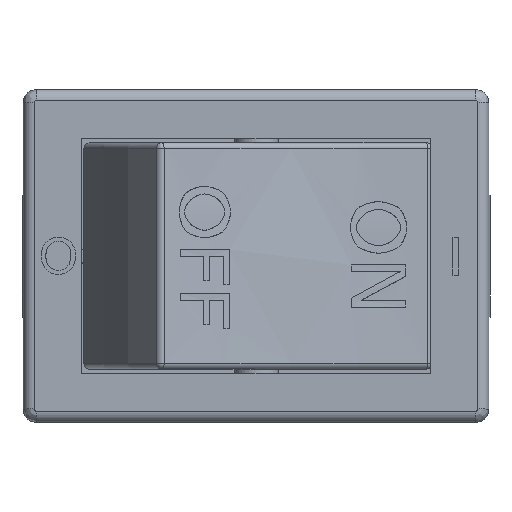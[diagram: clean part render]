
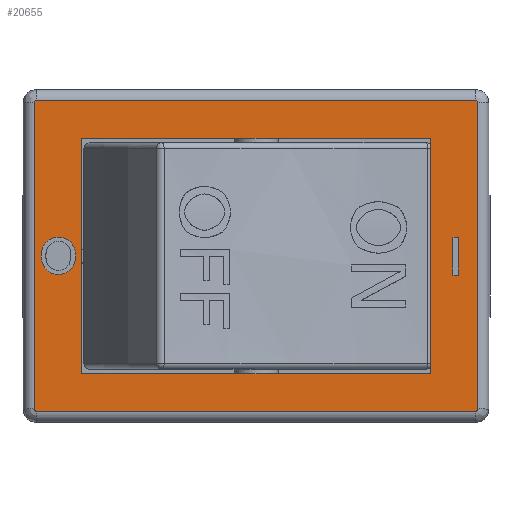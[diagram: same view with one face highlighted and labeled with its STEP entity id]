
A CAD part, top view. The second image highlights one B-rep face of the part: STEP entity #20655.
In plain terms, the highlighted planar face has unit normal (0, 0, 1).
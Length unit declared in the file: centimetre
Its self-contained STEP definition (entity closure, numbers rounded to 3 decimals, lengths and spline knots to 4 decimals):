
#1086=B_SPLINE_CURVE_WITH_KNOTS('',2,(#37512,#37513,#37514,#37515),
 .UNSPECIFIED.,.F.,.F.,(3,1,3),(0.,1.,2.),.UNSPECIFIED.);
#1088=B_SPLINE_CURVE_WITH_KNOTS('',2,(#37529,#37530,#37531),
 .UNSPECIFIED.,.F.,.F.,(3,3),(0.,1.),.UNSPECIFIED.);
#1090=B_SPLINE_CURVE_WITH_KNOTS('',2,(#37544,#37545,#37546),
 .UNSPECIFIED.,.F.,.F.,(3,3),(0.,1.),.UNSPECIFIED.);
#1092=B_SPLINE_CURVE_WITH_KNOTS('',2,(#37559,#37560,#37561),
 .UNSPECIFIED.,.F.,.F.,(3,3),(0.,1.),.UNSPECIFIED.);
#1094=B_SPLINE_CURVE_WITH_KNOTS('',2,(#37574,#37575,#37576),
 .UNSPECIFIED.,.F.,.F.,(3,3),(0.,1.),.UNSPECIFIED.);
#1096=B_SPLINE_CURVE_WITH_KNOTS('',2,(#37589,#37590,#37591,#37592),
 .UNSPECIFIED.,.F.,.F.,(3,1,3),(0.,1.,2.),.UNSPECIFIED.);
#1259=FACE_BOUND('',#3490,.T.);
#1260=FACE_BOUND('',#3491,.T.);
#1261=FACE_BOUND('',#3492,.T.);
#1379=CIRCLE('',#21571,0.01);
#1380=CIRCLE('',#21572,0.01);
#1381=CIRCLE('',#21573,0.01);
#1382=CIRCLE('',#21574,0.01);
#2282=FACE_OUTER_BOUND('',#3489,.T.);
#3489=EDGE_LOOP('',(#17691,#17692,#17693,#17694,#17695,#17696,#17697,#17698));
#3490=EDGE_LOOP('',(#17699,#17700,#17701,#17702));
#3491=EDGE_LOOP('',(#17703,#17704,#17705,#17706));
#3492=EDGE_LOOP('',(#17707,#17708,#17709,#17710,#17711,#17712));
#5400=LINE('',#37601,#7539);
#5404=LINE('',#37608,#7543);
#5407=LINE('',#37614,#7546);
#5409=LINE('',#37617,#7548);
#5410=LINE('',#37622,#7549);
#5411=LINE('',#37626,#7550);
#5412=LINE('',#37630,#7551);
#5413=LINE('',#37634,#7552);
#5414=LINE('',#37638,#7553);
#5415=LINE('',#37640,#7554);
#5416=LINE('',#37642,#7555);
#5417=LINE('',#37643,#7556);
#7539=VECTOR('',#24668,1.);
#7543=VECTOR('',#24674,1.);
#7546=VECTOR('',#24679,1.);
#7548=VECTOR('',#24683,1.);
#7549=VECTOR('',#24688,1.);
#7550=VECTOR('',#24691,1.);
#7551=VECTOR('',#24694,1.);
#7552=VECTOR('',#24697,1.);
#7553=VECTOR('',#24700,1.);
#7554=VECTOR('',#24701,1.);
#7555=VECTOR('',#24702,1.);
#7556=VECTOR('',#24703,1.);
#9710=VERTEX_POINT('',#37509);
#9711=VERTEX_POINT('',#37511);
#9713=VERTEX_POINT('',#37527);
#9715=VERTEX_POINT('',#37542);
#9717=VERTEX_POINT('',#37557);
#9719=VERTEX_POINT('',#37572);
#9722=VERTEX_POINT('',#37598);
#9723=VERTEX_POINT('',#37600);
#9725=VERTEX_POINT('',#37606);
#9727=VERTEX_POINT('',#37612);
#9728=VERTEX_POINT('',#37620);
#9729=VERTEX_POINT('',#37621);
#9730=VERTEX_POINT('',#37623);
#9731=VERTEX_POINT('',#37625);
#9732=VERTEX_POINT('',#37627);
#9733=VERTEX_POINT('',#37629);
#9734=VERTEX_POINT('',#37631);
#9735=VERTEX_POINT('',#37633);
#9736=VERTEX_POINT('',#37636);
#9737=VERTEX_POINT('',#37637);
#9738=VERTEX_POINT('',#37639);
#9739=VERTEX_POINT('',#37641);
#12466=EDGE_CURVE('',#9711,#9710,#1086,.T.);
#12470=EDGE_CURVE('',#9710,#9713,#1088,.T.);
#12473=EDGE_CURVE('',#9713,#9715,#1090,.T.);
#12476=EDGE_CURVE('',#9715,#9717,#1092,.T.);
#12479=EDGE_CURVE('',#9717,#9719,#1094,.T.);
#12481=EDGE_CURVE('',#9719,#9711,#1096,.T.);
#12484=EDGE_CURVE('',#9723,#9722,#5400,.T.);
#12488=EDGE_CURVE('',#9722,#9725,#5404,.T.);
#12491=EDGE_CURVE('',#9725,#9727,#5407,.T.);
#12493=EDGE_CURVE('',#9727,#9723,#5409,.T.);
#12494=EDGE_CURVE('',#9728,#9729,#5410,.T.);
#12495=EDGE_CURVE('',#9730,#9728,#1379,.T.);
#12496=EDGE_CURVE('',#9731,#9730,#5411,.T.);
#12497=EDGE_CURVE('',#9732,#9731,#1380,.T.);
#12498=EDGE_CURVE('',#9733,#9732,#5412,.T.);
#12499=EDGE_CURVE('',#9734,#9733,#1381,.T.);
#12500=EDGE_CURVE('',#9735,#9734,#5413,.T.);
#12501=EDGE_CURVE('',#9729,#9735,#1382,.T.);
#12502=EDGE_CURVE('',#9736,#9737,#5414,.T.);
#12503=EDGE_CURVE('',#9737,#9738,#5415,.T.);
#12504=EDGE_CURVE('',#9738,#9739,#5416,.T.);
#12505=EDGE_CURVE('',#9739,#9736,#5417,.T.);
#17691=ORIENTED_EDGE('',*,*,#12494,.F.);
#17692=ORIENTED_EDGE('',*,*,#12495,.F.);
#17693=ORIENTED_EDGE('',*,*,#12496,.F.);
#17694=ORIENTED_EDGE('',*,*,#12497,.F.);
#17695=ORIENTED_EDGE('',*,*,#12498,.F.);
#17696=ORIENTED_EDGE('',*,*,#12499,.F.);
#17697=ORIENTED_EDGE('',*,*,#12500,.F.);
#17698=ORIENTED_EDGE('',*,*,#12501,.F.);
#17699=ORIENTED_EDGE('',*,*,#12502,.T.);
#17700=ORIENTED_EDGE('',*,*,#12503,.T.);
#17701=ORIENTED_EDGE('',*,*,#12504,.T.);
#17702=ORIENTED_EDGE('',*,*,#12505,.T.);
#17703=ORIENTED_EDGE('',*,*,#12484,.T.);
#17704=ORIENTED_EDGE('',*,*,#12488,.T.);
#17705=ORIENTED_EDGE('',*,*,#12491,.T.);
#17706=ORIENTED_EDGE('',*,*,#12493,.T.);
#17707=ORIENTED_EDGE('',*,*,#12466,.T.);
#17708=ORIENTED_EDGE('',*,*,#12470,.T.);
#17709=ORIENTED_EDGE('',*,*,#12473,.T.);
#17710=ORIENTED_EDGE('',*,*,#12476,.T.);
#17711=ORIENTED_EDGE('',*,*,#12479,.T.);
#17712=ORIENTED_EDGE('',*,*,#12481,.T.);
#19615=PLANE('',#21570);
#20655=ADVANCED_FACE('',(#2282,#1259,#1260,#1261),#19615,.T.);
#21570=AXIS2_PLACEMENT_3D('',#37619,#24686,#24687);
#21571=AXIS2_PLACEMENT_3D('',#37624,#24689,#24690);
#21572=AXIS2_PLACEMENT_3D('',#37628,#24692,#24693);
#21573=AXIS2_PLACEMENT_3D('',#37632,#24695,#24696);
#21574=AXIS2_PLACEMENT_3D('',#37635,#24698,#24699);
#24668=DIRECTION('',(1.,0.,0.));
#24674=DIRECTION('',(0.,-1.,0.));
#24679=DIRECTION('',(-1.,0.,0.));
#24683=DIRECTION('',(0.,1.,0.));
#24686=DIRECTION('center_axis',(0.,0.,
1.));
#24687=DIRECTION('ref_axis',(1.,0.,0.));
#24688=DIRECTION('',(0.,1.,0.));
#24689=DIRECTION('center_axis',(0.,0.,
-1.));
#24690=DIRECTION('ref_axis',(-0.707,-0.707,0.));
#24691=DIRECTION('',(-1.,0.,0.));
#24692=DIRECTION('center_axis',(0.,0.,
-1.));
#24693=DIRECTION('ref_axis',(0.707,-0.707,0.));
#24694=DIRECTION('',(0.,-1.,0.));
#24695=DIRECTION('center_axis',(0.,0.,
-1.));
#24696=DIRECTION('ref_axis',(0.707,0.707,0.));
#24697=DIRECTION('',(1.,0.,0.));
#24698=DIRECTION('center_axis',(0.,0.,
-1.));
#24699=DIRECTION('ref_axis',(-0.707,0.707,0.));
#24700=DIRECTION('',(0.,-1.,0.));
#24701=DIRECTION('',(-1.,0.,0.));
#24702=DIRECTION('',(0.,1.,0.));
#24703=DIRECTION('',(1.,0.,0.));
#37509=CARTESIAN_POINT('',(-0.9681,0.0005,1.6));
#37511=CARTESIAN_POINT('',(-0.8915,-0.0831,1.6));
#37512=CARTESIAN_POINT('Ctrl Pts',(-0.8915,-0.0831,
1.6));
#37513=CARTESIAN_POINT('Ctrl Pts',(-0.9258,-0.0831,
1.6));
#37514=CARTESIAN_POINT('Ctrl Pts',(-0.9681,-0.0368,
1.6));
#37515=CARTESIAN_POINT('Ctrl Pts',(-0.9681,0.0005,
1.6));
#37527=CARTESIAN_POINT('',(-0.9488,0.0596,1.6));
#37529=CARTESIAN_POINT('Ctrl Pts',(-0.9681,0.0005,
1.6));
#37530=CARTESIAN_POINT('Ctrl Pts',(-0.9681,0.0365,
1.6));
#37531=CARTESIAN_POINT('Ctrl Pts',(-0.9488,0.0596,
1.6));
#37542=CARTESIAN_POINT('',(-0.8913,0.0841,1.6));
#37544=CARTESIAN_POINT('Ctrl Pts',(-0.9488,0.0596,
1.6));
#37545=CARTESIAN_POINT('Ctrl Pts',(-0.9277,0.0841,
1.6));
#37546=CARTESIAN_POINT('Ctrl Pts',(-0.8913,0.0841,
1.6));
#37557=CARTESIAN_POINT('',(-0.8329,0.0587,1.6));
#37559=CARTESIAN_POINT('Ctrl Pts',(-0.8913,0.0841,
1.6));
#37560=CARTESIAN_POINT('Ctrl Pts',(-0.8542,0.0841,
1.6));
#37561=CARTESIAN_POINT('Ctrl Pts',(-0.8329,0.0587,
1.6));
#37572=CARTESIAN_POINT('',(-0.8136,-0.0009,1.6));
#37574=CARTESIAN_POINT('Ctrl Pts',(-0.8329,0.0587,
1.6));
#37575=CARTESIAN_POINT('Ctrl Pts',(-0.8136,0.0355,
1.6));
#37576=CARTESIAN_POINT('Ctrl Pts',(-0.8136,-0.0009,
1.6));
#37589=CARTESIAN_POINT('Ctrl Pts',(-0.8136,-0.0009,
1.6));
#37590=CARTESIAN_POINT('Ctrl Pts',(-0.8136,-0.0377,
1.6));
#37591=CARTESIAN_POINT('Ctrl Pts',(-0.8564,-0.0831,
1.6));
#37592=CARTESIAN_POINT('Ctrl Pts',(-0.8915,-0.0831,
1.6));
#37598=CARTESIAN_POINT('',(0.9129,0.0836,1.6));
#37600=CARTESIAN_POINT('',(0.8881,0.0836,1.6));
#37601=CARTESIAN_POINT('',(0.4441,0.0836,1.6));
#37606=CARTESIAN_POINT('',(0.9129,-0.0864,1.6));
#37608=CARTESIAN_POINT('',(0.9129,0.0418,1.6));
#37612=CARTESIAN_POINT('',(0.8881,-0.0864,1.6));
#37614=CARTESIAN_POINT('',(0.4564,-0.0864,1.6));
#37617=CARTESIAN_POINT('',(0.8881,-0.0432,1.6));
#37619=CARTESIAN_POINT('Origin',(0.,0.,
1.6));
#37620=CARTESIAN_POINT('',(-1.,-0.69,1.6));
#37621=CARTESIAN_POINT('',(-1.,0.69,1.6));
#37622=CARTESIAN_POINT('',(-1.,-0.345,1.6));
#37623=CARTESIAN_POINT('',(-0.99,-0.7,1.6));
#37624=CARTESIAN_POINT('Origin',(-0.99,-0.69,1.6));
#37625=CARTESIAN_POINT('',(0.99,-0.7,1.6));
#37626=CARTESIAN_POINT('',(0.495,-0.7,1.6));
#37627=CARTESIAN_POINT('',(1.,-0.69,1.6));
#37628=CARTESIAN_POINT('Origin',(0.99,-0.69,1.6));
#37629=CARTESIAN_POINT('',(1.,0.69,1.6));
#37630=CARTESIAN_POINT('',(1.,0.345,1.6));
#37631=CARTESIAN_POINT('',(0.99,0.7,1.6));
#37632=CARTESIAN_POINT('Origin',(0.99,0.69,1.6));
#37633=CARTESIAN_POINT('',(-0.99,0.7,1.6));
#37634=CARTESIAN_POINT('',(-0.495,0.7,1.6));
#37635=CARTESIAN_POINT('Origin',(-0.99,0.69,1.6));
#37636=CARTESIAN_POINT('',(0.785,0.53,1.6));
#37637=CARTESIAN_POINT('',(0.785,-0.53,1.6));
#37638=CARTESIAN_POINT('',(0.785,-0.265,1.6));
#37639=CARTESIAN_POINT('',(-0.785,-0.53,1.6));
#37640=CARTESIAN_POINT('',(-0.3925,-0.53,1.6));
#37641=CARTESIAN_POINT('',(-0.785,0.53,1.6));
#37642=CARTESIAN_POINT('',(-0.785,0.265,1.6));
#37643=CARTESIAN_POINT('',(0.3925,0.53,1.6));
